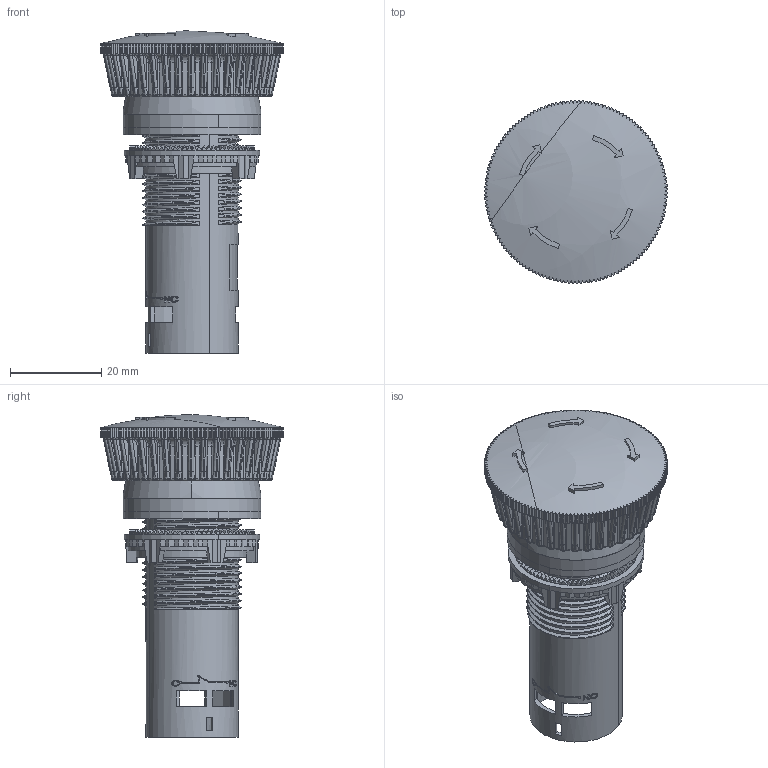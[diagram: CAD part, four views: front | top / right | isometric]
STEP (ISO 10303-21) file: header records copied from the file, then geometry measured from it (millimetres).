
FILE_DESCRIPTION((''),'2;1');
FILE_NAME('SINGLE_STATION_STOP__004771447_ASM','2023-10-06T12:32:43',('klemen.sitar'),('Audax d.o.o.'),'CREO PARAMETRIC BY PTC INC, 2021304','CREO PARAMETRIC BY PTC INC, 2021304','');
FILE_SCHEMA(('AP242_MANAGED_MODEL_BASED_3D_ENGINEERING_MIM_LF { 1 0 10303 442 1 1 4 }'));
Products named in the file (16): HB400035_COMPRESSION_SPRING; HB122002_LOCKING_NUT; MUSHROOM_HEAD_PUSH_TURN; MUSHROOM_HEAD_PUSH_TURN_12_10_1; HB100134_LENS_FOR_MUSH_HEAD_PUS; HB111007_LENS_HOLDER_FOR_MUSHHE; HB192003_COLLAR; HB152002_WASHER_B_M_H_; HA650005_SCREW; HA650004_STAR_WASHER; HB153005_GROMMET_NEW_MUSHROOM_H; HB152008_SEALING_RING; M3X12; HEX_NUT_NEW__0; EMNRMH1_GENX_MUSHROOM_HEAD_PT_M_ASM; SINGLE_STATION_STOP__004771447_ASM
Assembly tree (15 placements, depth 3):
  SINGLE_STATION_STOP__004771447_ASM
    EMNRMH1_GENX_MUSHROOM_HEAD_PT_M_ASM
      HB400035_COMPRESSION_SPRING
      HB122002_LOCKING_NUT
      MUSHROOM_HEAD_PUSH_TURN
      MUSHROOM_HEAD_PUSH_TURN_12_10_1
      HB100134_LENS_FOR_MUSH_HEAD_PUS
      HB111007_LENS_HOLDER_FOR_MUSHHE
      HB192003_COLLAR
      HB152002_WASHER_B_M_H_
      HA650005_SCREW
      HA650004_STAR_WASHER
      HB153005_GROMMET_NEW_MUSHROOM_H
      HB152008_SEALING_RING
      M3X12
      HEX_NUT_NEW__0
Bounding box: 40 x 40 x 70.6 mm (x, y, z)
Volume: 17921.9 mm3; surface area: 26151.8 mm2
Topology: 14 solids, 14 shells, 2650 faces, 7277 edges, 4638 vertices
Faces by surface type: plane 1150, cylinder 722, bspline 356, torus 233, cone 100, sphere 85, extrusion 4
Entity records: 169944 total; most frequent: CARTESIAN_POINT 64168, ORIENTED_EDGE 14378, DIRECTION 12334, PRESENTATION_STYLE_ASSIGNMENT 9873, STYLED_ITEM 9869, CURVE_STYLE 7209, EDGE_CURVE 7189, AXIS2_PLACEMENT_3D 4844
